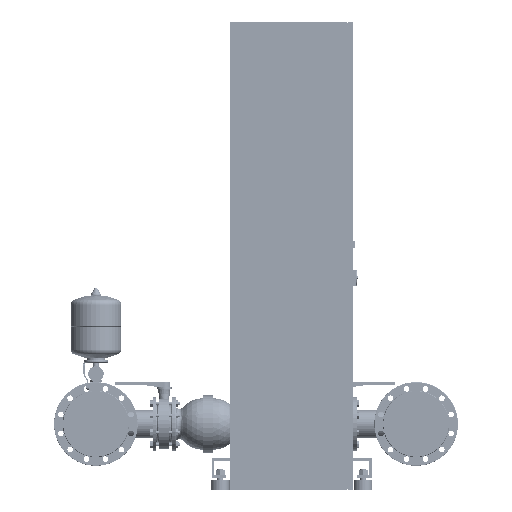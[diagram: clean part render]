
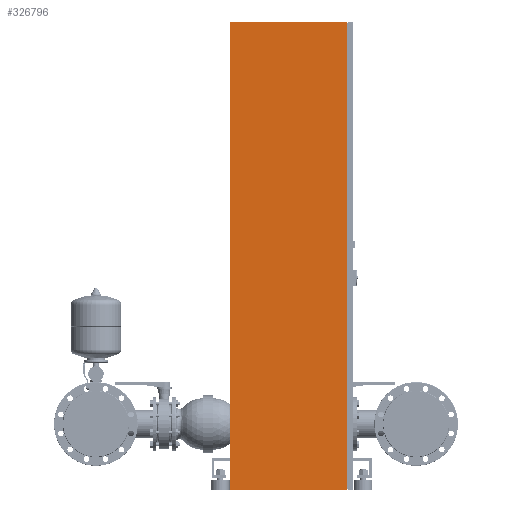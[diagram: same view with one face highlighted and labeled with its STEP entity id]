
A CAD part, left-side view. The second image highlights one B-rep face of the part: STEP entity #326796.
In plain terms, the highlighted planar face has unit normal (-1, 0, 0).
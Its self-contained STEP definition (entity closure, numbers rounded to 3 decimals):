
#326757=CARTESIAN_POINT('',(-1350.0,250.0,0.0));
#326758=DIRECTION('',(-1.0,0.0,0.0));
#326759=DIRECTION('',(0.0,-1.0,0.0));
#326760=AXIS2_PLACEMENT_3D('',#326757,#326758,#326759);
#326761=PLANE('',#326760);
#326762=CARTESIAN_POINT('',(-1350.0,-225.0,0.));
#326763=VERTEX_POINT('',#326762);
#326764=CARTESIAN_POINT('',(-1350.,-225.,1900.));
#326765=VERTEX_POINT('',#326764);
#326766=CARTESIAN_POINT('',(-1350.0,-225.0,0.));
#326767=DIRECTION('',(0.0,0.0,1.0));
#326768=VECTOR('',#326767,1900.);
#326769=LINE('',#326766,#326768);
#326770=EDGE_CURVE('',#326763,#326765,#326769,.T.);
#326771=ORIENTED_EDGE('',*,*,#326770,.T.);
#326772=CARTESIAN_POINT('',(-1350.,250.,1900.));
#326773=VERTEX_POINT('',#326772);
#326774=CARTESIAN_POINT('',(-1350.,250.,1900.));
#326775=DIRECTION('',(0.0,-1.0,0.0));
#326776=VECTOR('',#326775,475.0);
#326777=LINE('',#326774,#326776);
#326778=EDGE_CURVE('',#326773,#326765,#326777,.T.);
#326779=ORIENTED_EDGE('',*,*,#326778,.F.);
#326780=CARTESIAN_POINT('',(-1350.0,250.0,0.0));
#326781=VERTEX_POINT('',#326780);
#326782=CARTESIAN_POINT('',(-1350.,250.,1900.));
#326783=DIRECTION('',(0.0,0.0,-1.0));
#326784=VECTOR('',#326783,1900.);
#326785=LINE('',#326782,#326784);
#326786=EDGE_CURVE('',#326773,#326781,#326785,.T.);
#326787=ORIENTED_EDGE('',*,*,#326786,.T.);
#326788=CARTESIAN_POINT('',(-1350.0,250.0,0.0));
#326789=DIRECTION('',(0.0,-1.0,0.0));
#326790=VECTOR('',#326789,475.0);
#326791=LINE('',#326788,#326790);
#326792=EDGE_CURVE('',#326781,#326763,#326791,.T.);
#326793=ORIENTED_EDGE('',*,*,#326792,.T.);
#326794=EDGE_LOOP('',(#326771,#326779,#326787,#326793));
#326795=FACE_OUTER_BOUND('',#326794,.T.);
#326796=ADVANCED_FACE('',(#326795),#326761,.T.);
